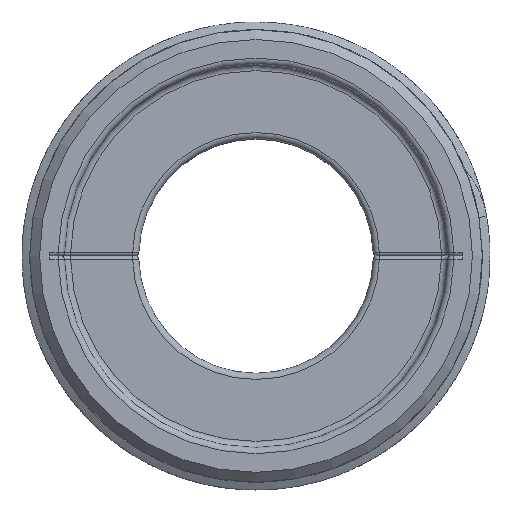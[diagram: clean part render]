
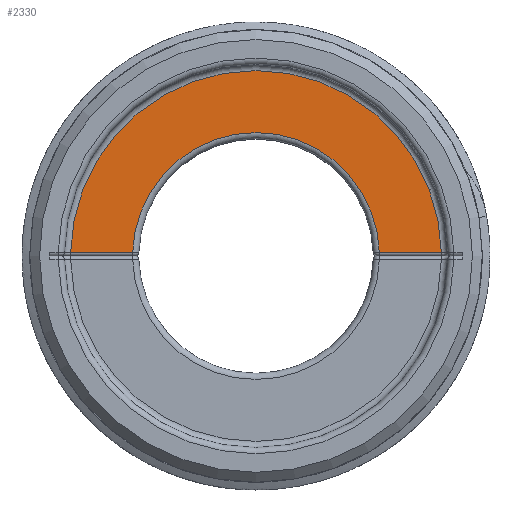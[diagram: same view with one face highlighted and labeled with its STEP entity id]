
A CAD part, top view. The second image highlights one B-rep face of the part: STEP entity #2330.
In plain terms, the highlighted planar face has unit normal (0, 0, 1).
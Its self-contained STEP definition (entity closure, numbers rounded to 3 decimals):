
#158=FACE_OUTER_BOUND('',#2816,.T.);
#542=PLANE('',#7222);
#1181=LINE('',#10755,#1655);
#1182=LINE('',#10760,#1656);
#1655=VECTOR('',#7970,1.);
#1656=VECTOR('',#7973,1.);
#2330=ADVANCED_FACE('',(#158),#542,.T.);
#2816=EDGE_LOOP('',(#3407,#3408,#3409,#3410));
#3407=ORIENTED_EDGE('',*,*,#6119,.T.);
#3408=ORIENTED_EDGE('',*,*,#6120,.T.);
#3409=ORIENTED_EDGE('',*,*,#6121,.T.);
#3410=ORIENTED_EDGE('',*,*,#6122,.T.);
#5451=VERTEX_POINT('',#10756);
#5452=VERTEX_POINT('',#10757);
#5453=VERTEX_POINT('',#10759);
#5454=VERTEX_POINT('',#10761);
#6119=EDGE_CURVE('',#5451,#5452,#1181,.T.);
#6120=EDGE_CURVE('',#5452,#5453,#7013,.T.);
#6121=EDGE_CURVE('',#5453,#5454,#1182,.T.);
#6122=EDGE_CURVE('',#5454,#5451,#7014,.T.);
#7013=CIRCLE('',#7220,9.95);
#7014=CIRCLE('',#7221,14.95);
#7220=AXIS2_PLACEMENT_3D('',#10758,#7971,#7972);
#7221=AXIS2_PLACEMENT_3D('',#10762,#7974,#7975);
#7222=AXIS2_PLACEMENT_3D('',#10763,#7976,#7977);
#7970=DIRECTION('',(1.,0.,0.));
#7971=DIRECTION('',(0.,0.,-1.));
#7972=DIRECTION('',(0.,1.,0.));
#7973=DIRECTION('',(1.,0.,0.));
#7974=DIRECTION('',(0.,0.,1.));
#7975=DIRECTION('',(0.,1.,0.));
#7976=DIRECTION('',(0.,0.,1.));
#7977=DIRECTION('',(0.,1.,0.));
#10755=CARTESIAN_POINT('',(-8.45,0.3,2.5));
#10756=CARTESIAN_POINT('',(-14.947,0.3,2.5));
#10757=CARTESIAN_POINT('',(-9.945,0.3,2.5));
#10758=CARTESIAN_POINT('',(0.,0.,
2.5));
#10759=CARTESIAN_POINT('',(9.945,0.3,2.5));
#10760=CARTESIAN_POINT('',(14.95,0.3,2.5));
#10761=CARTESIAN_POINT('',(14.947,0.3,2.5));
#10762=CARTESIAN_POINT('',(0.,0.,
2.5));
#10763=CARTESIAN_POINT('',(0.,19.,2.5));
